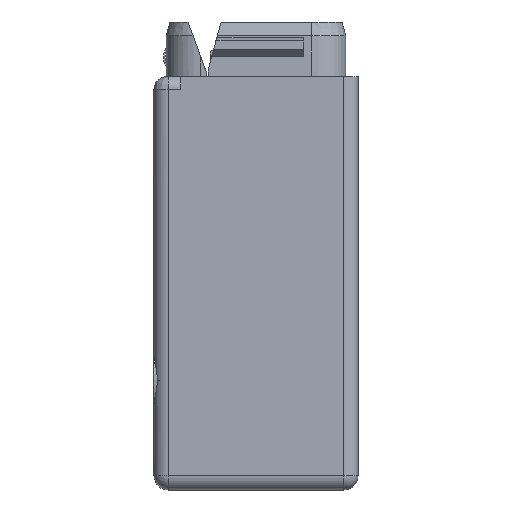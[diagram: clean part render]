
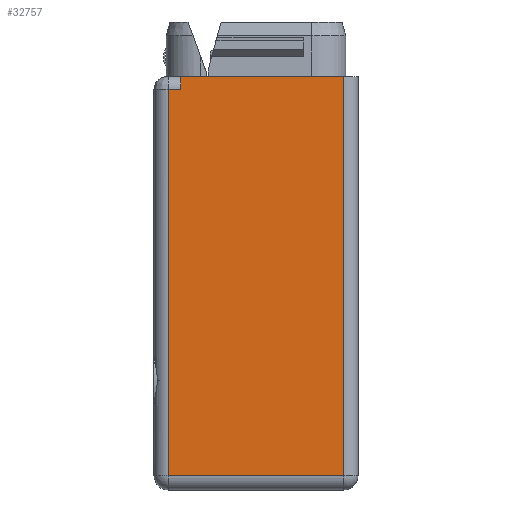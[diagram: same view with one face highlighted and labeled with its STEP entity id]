
A CAD part, left-side view. The second image highlights one B-rep face of the part: STEP entity #32757.
In plain terms, the highlighted planar face has unit normal (-1, 0, 0).
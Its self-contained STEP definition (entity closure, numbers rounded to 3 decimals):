
#95=DIRECTION('',(0.,1.,0.));
#96=VECTOR('',#95,11.93);
#97=CARTESIAN_POINT('',(-22.25,-6.43,0.));
#98=LINE('',#97,#96);
#104=DIRECTION('',(0.,0.,-1.));
#105=VECTOR('',#104,0.94);
#106=CARTESIAN_POINT('',(-22.25,5.5,0.));
#107=LINE('',#106,#105);
#108=DIRECTION('',(0.,1.,0.));
#109=VECTOR('',#108,0.93);
#110=CARTESIAN_POINT('',(-22.25,5.5,-0.94));
#111=LINE('',#110,#109);
#121=DIRECTION('',(0.,-1.,0.));
#122=VECTOR('',#121,12.86);
#123=CARTESIAN_POINT('',(-22.25,6.43,-29.25));
#124=LINE('',#123,#122);
#24797=DIRECTION('',(0.,0.,-1.));
#24798=VECTOR('',#24797,28.31);
#24799=CARTESIAN_POINT('',(-22.25,6.43,-0.94));
#24800=LINE('',#24799,#24798);
#25381=DIRECTION('',(0.,0.,1.));
#25382=VECTOR('',#25381,29.25);
#25383=CARTESIAN_POINT('',(-22.25,-6.43,-29.25));
#25384=LINE('',#25383,#25382);
#27848=CARTESIAN_POINT('',(-22.25,-6.43,-29.25));
#27849=CARTESIAN_POINT('',(-22.25,-6.43,0.));
#27850=VERTEX_POINT('',#27848);
#27851=VERTEX_POINT('',#27849);
#27862=CARTESIAN_POINT('',(-22.25,5.5,0.));
#27863=VERTEX_POINT('',#27862);
#29027=CARTESIAN_POINT('',(-22.25,6.43,-29.25));
#29028=VERTEX_POINT('',#29027);
#29033=CARTESIAN_POINT('',(-22.25,6.43,-0.94));
#29035=VERTEX_POINT('',#29033);
#29680=CARTESIAN_POINT('',(-22.25,5.5,-0.94));
#29682=VERTEX_POINT('',#29680);
#32741=CARTESIAN_POINT('',(-22.25,-7.48,0.));
#32742=DIRECTION('',(-1.,0.,0.));
#32743=DIRECTION('',(0.,1.,0.));
#32744=AXIS2_PLACEMENT_3D('',#32741,#32742,#32743);
#32745=PLANE('',#32744);
#32747=ORIENTED_EDGE('',*,*,#32746,.F.);
#32749=ORIENTED_EDGE('',*,*,#32748,.F.);
#32750=ORIENTED_EDGE('',*,*,#32733,.F.);
#32751=ORIENTED_EDGE('',*,*,#32722,.F.);
#32752=ORIENTED_EDGE('',*,*,#32709,.F.);
#32754=ORIENTED_EDGE('',*,*,#32753,.F.);
#32755=EDGE_LOOP('',(#32747,#32749,#32750,#32751,#32752,#32754));
#32756=FACE_OUTER_BOUND('',#32755,.F.);
#32757=ADVANCED_FACE('',(#32756),#32745,.T.);
#32709=EDGE_CURVE('',#27851,#27863,#98,.T.);
#32722=EDGE_CURVE('',#27863,#29682,#107,.T.);
#32733=EDGE_CURVE('',#29682,#29035,#111,.T.);
#32746=EDGE_CURVE('',#29028,#27850,#124,.T.);
#32748=EDGE_CURVE('',#29035,#29028,#24800,.T.);
#32753=EDGE_CURVE('',#27850,#27851,#25384,.T.);
